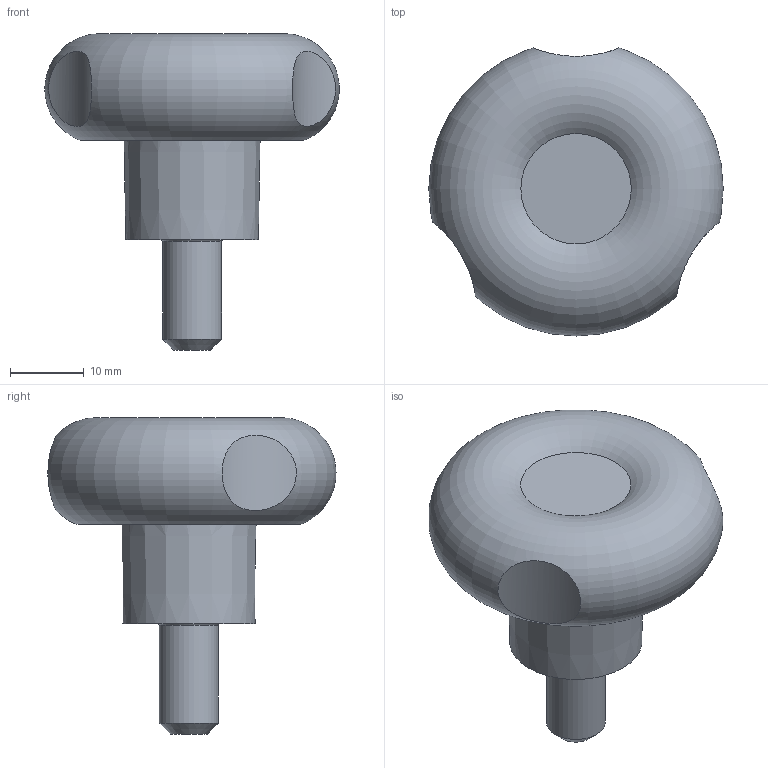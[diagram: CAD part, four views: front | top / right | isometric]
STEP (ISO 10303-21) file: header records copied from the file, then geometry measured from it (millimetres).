
FILE_DESCRIPTION( ( 'Unknown' ), '1' );
FILE_NAME( '6391215_VTP40_M08x15.stp', 'Unknown', ( 'Unknown' ), ( 'Unknown' ), 'PSStep 11.0', 'Unknown', ' ' );
FILE_SCHEMA( ( 'AUTOMOTIVE_DESIGN { 1 0 10303 214 1 1 1 1 }' ) );
Length unit declared in the file: millimetre
Products named in the file (1): 6391215
Bounding box: 39.98 x 39.13 x 43 mm (x, y, z)
Volume: 17072.8 mm3; surface area: 5635.5 mm2
Topology: 1 solids, 2 shells, 60 faces, 149 edges, 97 vertices
Faces by surface type: plane 21, cylinder 17, torus 14, cone 8
Full cylindrical faces by diameter (mm): 8 x2
Entity records: 2706 total; most frequent: CARTESIAN_POINT 902, ORIENTED_EDGE 276, DIRECTION 248, EDGE_CURVE 138, AXIS2_PLACEMENT_3D 108, VERTEX_POINT 94, EDGE_LOOP 74, FACE_OUTER_BOUND 64
